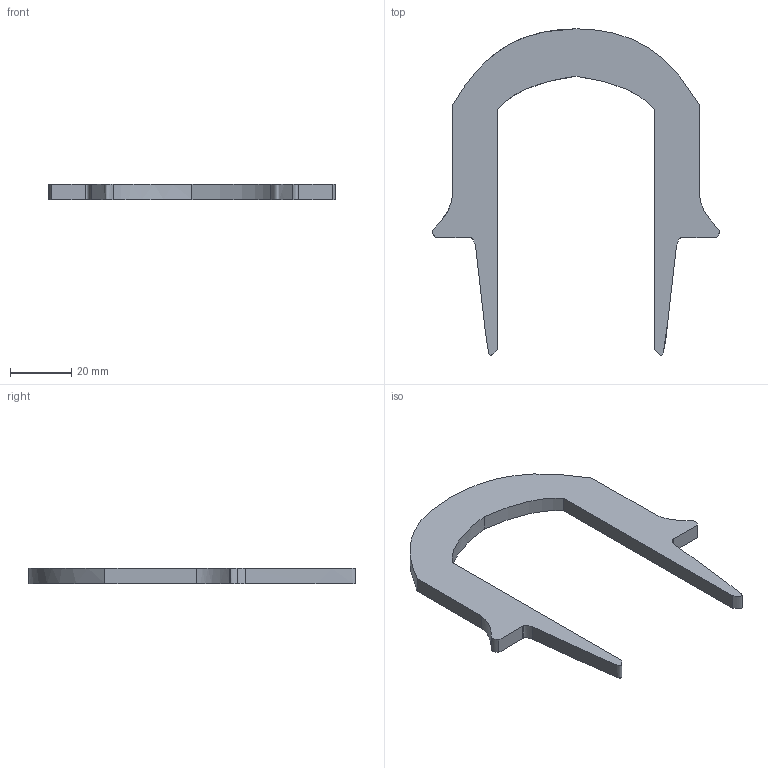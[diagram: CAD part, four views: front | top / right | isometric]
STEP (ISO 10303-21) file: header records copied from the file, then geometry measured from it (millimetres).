
FILE_DESCRIPTION(/* description */ (''),/* implementation_level */ '2;1');
FILE_NAME(/* name */ 'Porte golf.step',/* time_stamp */ '2022-09-13T18:18:13+02:00',/* author */ (''),/* organization */ (''),/* preprocessor_version */ 'ST-DEVELOPER v19',/* originating_system */ 'Autodesk Translation Framework v11.7.0.108',/* authorisation */ '');
FILE_SCHEMA (('AUTOMOTIVE_DESIGN { 1 0 10303 214 3 1 1 }'));
Length unit declared in the file: millimetre
Products named in the file (1): (Non enregistré)
Bounding box: 93.81 x 106.86 x 5 mm (x, y, z)
Volume: 14496.6 mm3; surface area: 8368.6 mm2
Topology: 1 solids, 1 shells, 24 faces, 66 edges, 44 vertices
Faces by surface type: bspline 12, plane 12
Entity records: 1187 total; most frequent: CARTESIAN_POINT 659, ORIENTED_EDGE 132, DIRECTION 68, EDGE_CURVE 66, VERTEX_POINT 44, LINE 42, VECTOR 42, FACE_OUTER_BOUND 24
